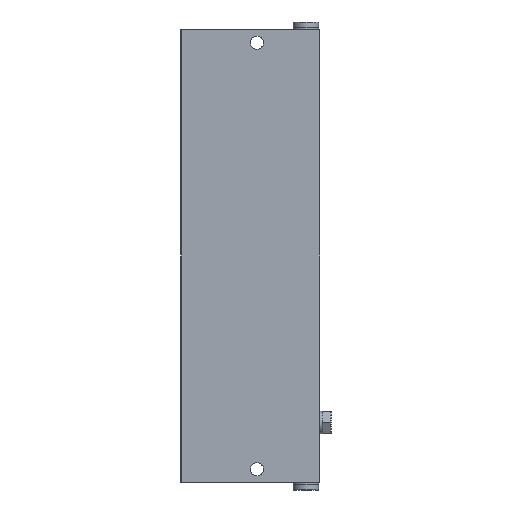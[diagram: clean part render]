
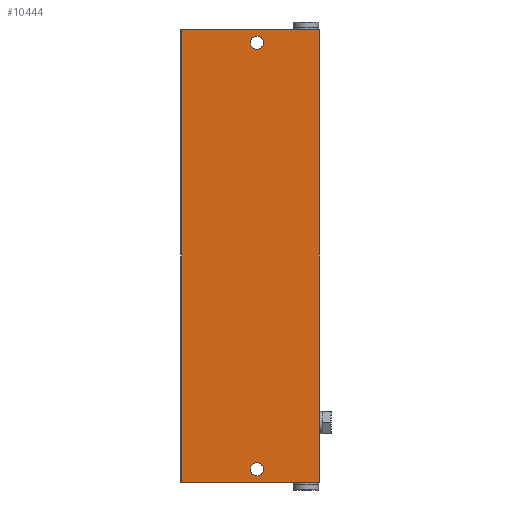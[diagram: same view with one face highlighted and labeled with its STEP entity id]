
A CAD part, front view. The second image highlights one B-rep face of the part: STEP entity #10444.
In plain terms, the highlighted planar face has unit normal (0, -1, 0).
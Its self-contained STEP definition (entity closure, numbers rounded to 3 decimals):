
#53=PLANE('',#11661);
#375=LINE('',#18342,#918);
#376=LINE('',#18348,#919);
#377=LINE('',#18350,#920);
#378=LINE('',#18352,#921);
#918=VECTOR('',#13062,1000.);
#919=VECTOR('',#13069,1000.);
#920=VECTOR('',#13070,1000.);
#921=VECTOR('',#13071,1000.);
#1776=CIRCLE('',#11662,2.05);
#1777=CIRCLE('',#11663,2.05);
#2570=ORIENTED_EDGE('',*,*,#5200,.F.);
#2571=ORIENTED_EDGE('',*,*,#5201,.F.);
#2572=ORIENTED_EDGE('',*,*,#5202,.F.);
#2573=ORIENTED_EDGE('',*,*,#5199,.F.);
#2574=ORIENTED_EDGE('',*,*,#5203,.T.);
#2575=ORIENTED_EDGE('',*,*,#5204,.T.);
#5199=EDGE_CURVE('',#6525,#6524,#375,.T.);
#5200=EDGE_CURVE('',#6526,#6526,#1776,.T.);
#5201=EDGE_CURVE('',#6527,#6527,#1777,.T.);
#5202=EDGE_CURVE('',#6524,#6528,#376,.T.);
#5203=EDGE_CURVE('',#6525,#6529,#377,.T.);
#5204=EDGE_CURVE('',#6529,#6528,#378,.T.);
#6524=VERTEX_POINT('',#18339);
#6525=VERTEX_POINT('',#18341);
#6526=VERTEX_POINT('',#18345);
#6527=VERTEX_POINT('',#18347);
#6528=VERTEX_POINT('',#18349);
#6529=VERTEX_POINT('',#18351);
#7757=EDGE_LOOP('',(#2570));
#7758=EDGE_LOOP('',(#2571));
#7759=EDGE_LOOP('',(#2572,#2573,#2574,#2575));
#9020=FACE_BOUND('',#7757,.T.);
#9021=FACE_BOUND('',#7758,.T.);
#9022=FACE_BOUND('',#7759,.T.);
#10444=ADVANCED_FACE('',(#9020,#9021,#9022),#53,.T.);
#11661=AXIS2_PLACEMENT_3D('',#18343,#13063,#13064);
#11662=AXIS2_PLACEMENT_3D('',#18344,#13065,#13066);
#11663=AXIS2_PLACEMENT_3D('',#18346,#13067,#13068);
#13062=DIRECTION('',(0.,0.,1.));
#13063=DIRECTION('',(0.,-1.,0.));
#13064=DIRECTION('',(0.,0.,-1.));
#13065=DIRECTION('',(0.,-1.,0.));
#13066=DIRECTION('',(0.,0.,-1.));
#13067=DIRECTION('',(0.,-1.,0.));
#13068=DIRECTION('',(0.,0.,-1.));
#13069=DIRECTION('',(1.,0.,0.));
#13070=DIRECTION('',(1.,0.,0.));
#13071=DIRECTION('',(0.,0.,1.));
#18339=CARTESIAN_POINT('',(-24.65,0.,0.));
#18341=CARTESIAN_POINT('',(-24.65,0.,-141.5));
#18342=CARTESIAN_POINT('',(-24.65,0.,-141.5));
#18343=CARTESIAN_POINT('',(-24.65,0.,-141.5));
#18344=CARTESIAN_POINT('',(-5.15,0.,-137.5));
#18345=CARTESIAN_POINT('',(-5.15,0.,-139.55));
#18346=CARTESIAN_POINT('',(-5.15,0.,-4.));
#18347=CARTESIAN_POINT('',(-5.15,0.,-6.05));
#18348=CARTESIAN_POINT('',(-24.65,0.,0.));
#18349=CARTESIAN_POINT('',(18.45,0.,0.));
#18350=CARTESIAN_POINT('',(-24.65,0.,-141.5));
#18351=CARTESIAN_POINT('',(18.45,0.,-141.5));
#18352=CARTESIAN_POINT('',(18.45,0.,-141.5));
